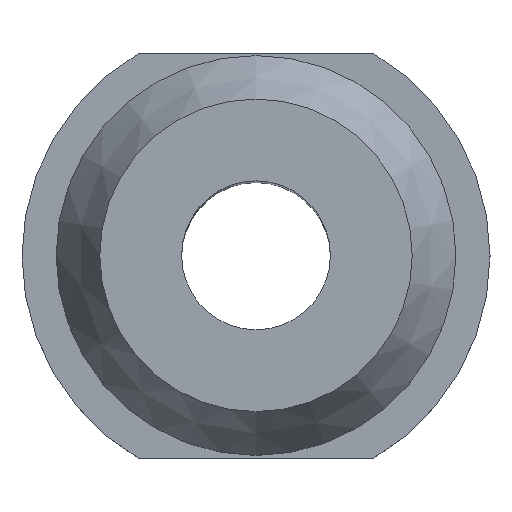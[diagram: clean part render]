
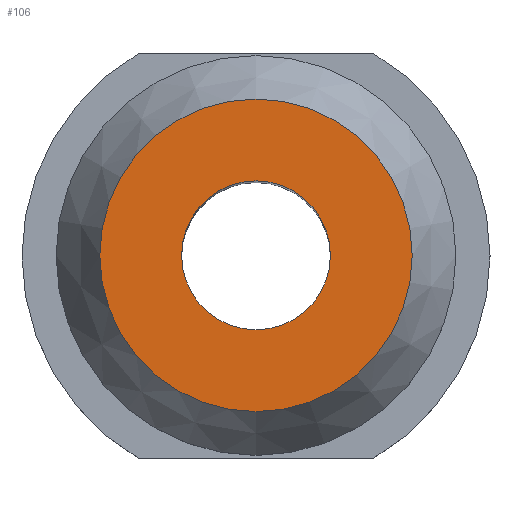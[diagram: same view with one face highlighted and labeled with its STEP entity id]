
A CAD part, top view. The second image highlights one B-rep face of the part: STEP entity #106.
In plain terms, the highlighted planar face has unit normal (0, 0, 1).
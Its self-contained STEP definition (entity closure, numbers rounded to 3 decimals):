
#58=FACE_BOUND('',#152,.T.);
#59=FACE_BOUND('',#153,.T.);
#106=ADVANCED_FACE('',(#58,#59),#132,.F.);
#132=PLANE('',#436);
#152=EDGE_LOOP('',(#242));
#153=EDGE_LOOP('',(#243));
#242=ORIENTED_EDGE('',*,*,#350,.F.);
#243=ORIENTED_EDGE('',*,*,#351,.T.);
#310=VERTEX_POINT('',#660);
#311=VERTEX_POINT('',#662);
#350=EDGE_CURVE('',#310,#310,#378,.T.);
#351=EDGE_CURVE('',#311,#311,#379,.T.);
#378=CIRCLE('',#434,7.345);
#379=CIRCLE('',#435,3.5);
#434=AXIS2_PLACEMENT_3D('',#659,#523,#524);
#435=AXIS2_PLACEMENT_3D('',#661,#525,#526);
#436=AXIS2_PLACEMENT_3D('',#663,#527,#528);
#523=DIRECTION('',(0.,0.,-1.));
#524=DIRECTION('',(0.,1.,0.));
#525=DIRECTION('',(0.,0.,-1.));
#526=DIRECTION('',(0.,1.,0.));
#527=DIRECTION('',(0.,0.,-1.));
#528=DIRECTION('',(0.,1.,0.));
#659=CARTESIAN_POINT('',(0.,0.,19.106));
#660=CARTESIAN_POINT('',(0.,7.345,19.106));
#661=CARTESIAN_POINT('',(0.,0.,19.106));
#662=CARTESIAN_POINT('',(0.,3.5,19.106));
#663=CARTESIAN_POINT('',(0.,3.5,19.106));
